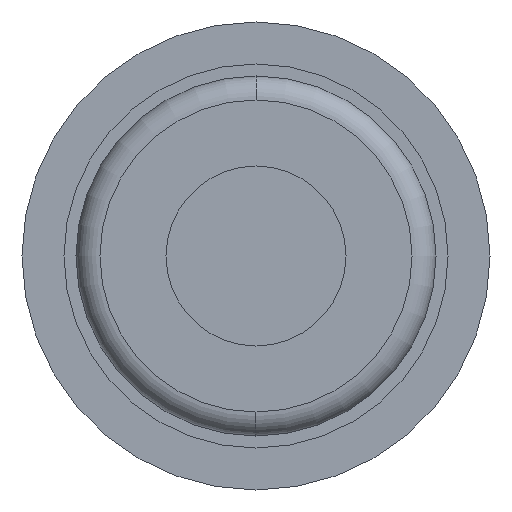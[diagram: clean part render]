
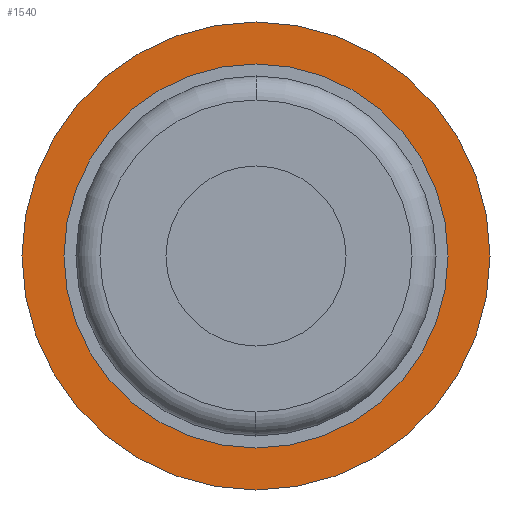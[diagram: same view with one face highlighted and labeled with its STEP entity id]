
A CAD part, front view. The second image highlights one B-rep face of the part: STEP entity #1540.
In plain terms, the highlighted planar face has unit normal (0, -1, 0).
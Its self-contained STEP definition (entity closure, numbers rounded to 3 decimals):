
#31 = DIRECTION ( 'NONE',  ( 0., 0., -1. ) ) ;
#40 = ORIENTED_EDGE ( 'NONE', *, *, #2423, .F. ) ;
#72 = DIRECTION ( 'NONE',  ( 0., -1., 0. ) ) ;
#237 = CARTESIAN_POINT ( 'NONE',  ( 0., 0., 16. ) ) ;
#310 = DIRECTION ( 'NONE',  ( 0., -1., 0. ) ) ;
#329 = AXIS2_PLACEMENT_3D ( 'NONE', #1181, #2113, #3081 ) ;
#356 = CARTESIAN_POINT ( 'NONE',  ( 0., 0., 19.5 ) ) ;
#497 = CARTESIAN_POINT ( 'NONE',  ( 0., 0., 0. ) ) ;
#519 = EDGE_LOOP ( 'NONE', ( #1250, #40 ) ) ;
#831 = VERTEX_POINT ( 'NONE', #1675 ) ;
#958 = CARTESIAN_POINT ( 'NONE',  ( -19.862, 0., -19.5 ) ) ;
#968 = VERTEX_POINT ( 'NONE', #237 ) ;
#982 = DIRECTION ( 'NONE',  ( 0., 0., -1. ) ) ;
#1181 = CARTESIAN_POINT ( 'NONE',  ( 0., 0., 0. ) ) ;
#1250 = ORIENTED_EDGE ( 'NONE', *, *, #2967, .F. ) ;
#1371 = AXIS2_PLACEMENT_3D ( 'NONE', #2019, #72, #1802 ) ;
#1449 = CIRCLE ( 'NONE', #1834, 16. ) ;
#1512 = FACE_OUTER_BOUND ( 'NONE', #2166, .T. ) ;
#1526 = ORIENTED_EDGE ( 'NONE', *, *, #1687, .T. ) ;
#1540 = ADVANCED_FACE ( 'NONE', ( #1512, #1952 ), #2470, .T. ) ;
#1579 = AXIS2_PLACEMENT_3D ( 'NONE', #958, #2919, #1737 ) ;
#1624 = VERTEX_POINT ( 'NONE', #2408 ) ;
#1675 = CARTESIAN_POINT ( 'NONE',  ( 0., 0., -19.5 ) ) ;
#1687 = EDGE_CURVE ( 'NONE', #2125, #831, #1734, .T. ) ;
#1734 = CIRCLE ( 'NONE', #1371, 19.5 ) ;
#1737 = DIRECTION ( 'NONE',  ( 1., 0., 0. ) ) ;
#1802 = DIRECTION ( 'NONE',  ( 0., 0., 1. ) ) ;
#1834 = AXIS2_PLACEMENT_3D ( 'NONE', #1966, #310, #982 ) ;
#1879 = CIRCLE ( 'NONE', #2111, 16. ) ;
#1903 = EDGE_CURVE ( 'NONE', #831, #2125, #2987, .T. ) ;
#1952 = FACE_BOUND ( 'NONE', #519, .T. ) ;
#1966 = CARTESIAN_POINT ( 'NONE',  ( 0., 0., 0. ) ) ;
#1988 = ORIENTED_EDGE ( 'NONE', *, *, #1903, .T. ) ;
#2019 = CARTESIAN_POINT ( 'NONE',  ( 0., 0., 0. ) ) ;
#2111 = AXIS2_PLACEMENT_3D ( 'NONE', #497, #2674, #31 ) ;
#2113 = DIRECTION ( 'NONE',  ( 0., -1., 0. ) ) ;
#2125 = VERTEX_POINT ( 'NONE', #356 ) ;
#2166 = EDGE_LOOP ( 'NONE', ( #1526, #1988 ) ) ;
#2408 = CARTESIAN_POINT ( 'NONE',  ( 0., 0., -16. ) ) ;
#2423 = EDGE_CURVE ( 'NONE', #1624, #968, #1879, .T. ) ;
#2470 = PLANE ( 'NONE',  #1579 ) ;
#2674 = DIRECTION ( 'NONE',  ( 0., -1., 0. ) ) ;
#2919 = DIRECTION ( 'NONE',  ( 0., -1., 0. ) ) ;
#2967 = EDGE_CURVE ( 'NONE', #968, #1624, #1449, .T. ) ;
#2987 = CIRCLE ( 'NONE', #329, 19.5 ) ;
#3081 = DIRECTION ( 'NONE',  ( 0., 0., 1. ) ) ;
